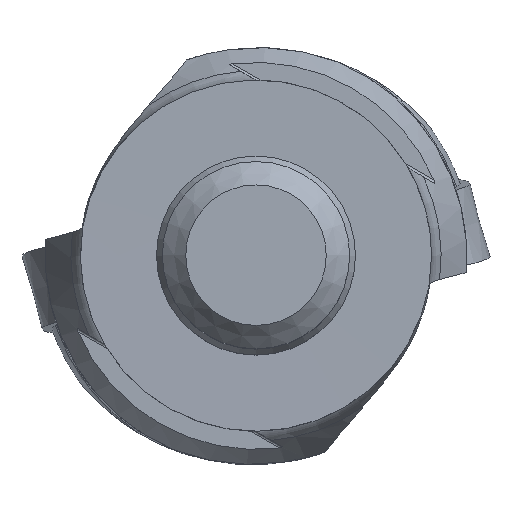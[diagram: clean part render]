
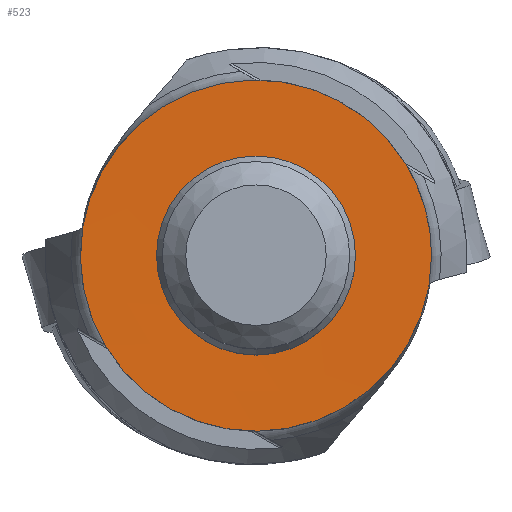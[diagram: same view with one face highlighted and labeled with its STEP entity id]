
A CAD part, top view. The second image highlights one B-rep face of the part: STEP entity #523.
In plain terms, the highlighted conical face has half-angle 89.83 degrees and reference radius 9.741 mm.
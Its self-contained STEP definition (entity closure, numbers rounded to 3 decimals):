
#505=CONICAL_SURFACE('',#2129,9.74,89.83);
#523=ADVANCED_FACE('',(#694,#695),#505,.F.);
#694=FACE_BOUND('',#751,.T.);
#695=FACE_BOUND('',#752,.T.);
#751=EDGE_LOOP('',(#893));
#752=EDGE_LOOP('',(#894));
#893=ORIENTED_EDGE('',*,*,#1667,.T.);
#894=ORIENTED_EDGE('',*,*,#1662,.F.);
#1460=VERTEX_POINT('',#2880);
#1465=VERTEX_POINT('',#2895);
#1662=EDGE_CURVE('',#1460,#1460,#1950,.T.);
#1667=EDGE_CURVE('',#1465,#1465,#1955,.T.);
#1950=CIRCLE('',#2118,8.497);
#1955=CIRCLE('',#2128,15.);
#2118=AXIS2_PLACEMENT_3D('',#2879,#2355,#2356);
#2128=AXIS2_PLACEMENT_3D('',#2894,#2375,#2376);
#2129=AXIS2_PLACEMENT_3D('',#2896,#2377,#2378);
#2355=DIRECTION('',(0.,0.,1.));
#2356=DIRECTION('',(1.,0.,0.));
#2375=DIRECTION('',(0.,0.,1.));
#2376=DIRECTION('',(1.,0.,0.));
#2377=DIRECTION('',(0.,0.,1.));
#2378=DIRECTION('',(0.5,0.866,0.));
#2879=CARTESIAN_POINT('',(0.,0.,-0.019));
#2880=CARTESIAN_POINT('',(8.497,0.,-0.019));
#2894=CARTESIAN_POINT('',(0.,0.,0.001));
#2895=CARTESIAN_POINT('',(15.,0.,0.001));
#2896=CARTESIAN_POINT('',(0.,0.,-0.015));
